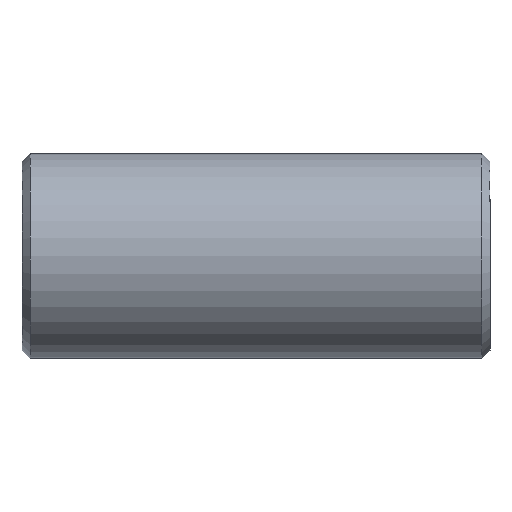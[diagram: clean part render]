
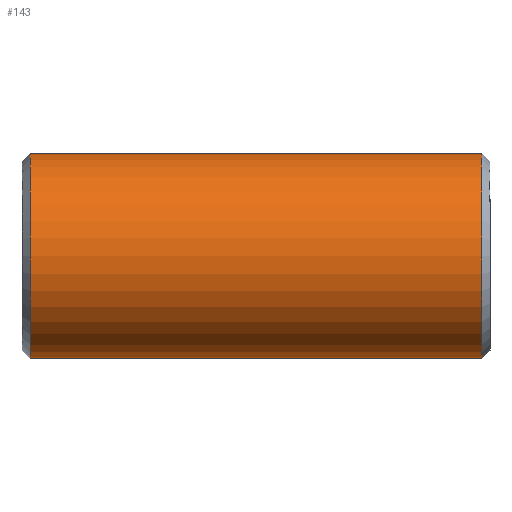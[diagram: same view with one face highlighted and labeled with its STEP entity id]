
A CAD part, top view. The second image highlights one B-rep face of the part: STEP entity #143.
In plain terms, the highlighted cylindrical face has radius 12.49 mm (diameter 24.98 mm), a partial arc.
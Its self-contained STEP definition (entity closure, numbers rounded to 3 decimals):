
#7 = CYLINDRICAL_SURFACE ( 'NONE', #68, 12.49 ) ;
#19 = EDGE_CURVE ( 'NONE', #248, #158, #239, .T. ) ;
#33 = DIRECTION ( 'NONE',  ( 0., -1., 0. ) ) ;
#39 = CARTESIAN_POINT ( 'NONE',  ( 27.5, -12.49, 0. ) ) ;
#42 = EDGE_CURVE ( 'NONE', #134, #140, #86, .T. ) ;
#68 = AXIS2_PLACEMENT_3D ( 'NONE', #147, #279, #141 ) ;
#86 = CIRCLE ( 'NONE', #328, 12.49 ) ;
#115 = DIRECTION ( 'NONE',  ( 1., 0., 0. ) ) ;
#130 = ORIENTED_EDGE ( 'NONE', *, *, #42, .T. ) ;
#134 = VERTEX_POINT ( 'NONE', #308 ) ;
#140 = VERTEX_POINT ( 'NONE', #195 ) ;
#141 = DIRECTION ( 'NONE',  ( 0., 1., 0. ) ) ;
#143 = ADVANCED_FACE ( 'NONE', ( #253 ), #7, .T. ) ;
#147 = CARTESIAN_POINT ( 'NONE',  ( -28.5, 0., 0. ) ) ;
#155 = DIRECTION ( 'NONE',  ( 1., 0., 0. ) ) ;
#158 = VERTEX_POINT ( 'NONE', #255 ) ;
#165 = ORIENTED_EDGE ( 'NONE', *, *, #307, .F. ) ;
#178 = CARTESIAN_POINT ( 'NONE',  ( -28.5, 12.49, 0. ) ) ;
#184 = AXIS2_PLACEMENT_3D ( 'NONE', #222, #278, #33 ) ;
#194 = VECTOR ( 'NONE', #155, 1000. ) ;
#195 = CARTESIAN_POINT ( 'NONE',  ( -27.5, -12.49, 0. ) ) ;
#202 = DIRECTION ( 'NONE',  ( 1., 0., 0. ) ) ;
#222 = CARTESIAN_POINT ( 'NONE',  ( 27.5, 0., 0. ) ) ;
#232 = VECTOR ( 'NONE', #202, 1000. ) ;
#238 = EDGE_LOOP ( 'NONE', ( #130, #345, #272, #165 ) ) ;
#239 = CIRCLE ( 'NONE', #184, 12.49 ) ;
#247 = EDGE_CURVE ( 'NONE', #140, #248, #315, .T. ) ;
#248 = VERTEX_POINT ( 'NONE', #39 ) ;
#253 = FACE_OUTER_BOUND ( 'NONE', #238, .T. ) ;
#255 = CARTESIAN_POINT ( 'NONE',  ( 27.5, 12.49, 0. ) ) ;
#272 = ORIENTED_EDGE ( 'NONE', *, *, #19, .T. ) ;
#278 = DIRECTION ( 'NONE',  ( -1., 0., 0. ) ) ;
#279 = DIRECTION ( 'NONE',  ( 1., 0., 0. ) ) ;
#300 = CARTESIAN_POINT ( 'NONE',  ( -27.5, 0., 0. ) ) ;
#302 = DIRECTION ( 'NONE',  ( 0., -1., 0. ) ) ;
#307 = EDGE_CURVE ( 'NONE', #134, #158, #335, .T. ) ;
#308 = CARTESIAN_POINT ( 'NONE',  ( -27.5, 12.49, 0. ) ) ;
#315 = LINE ( 'NONE', #340, #232 ) ;
#328 = AXIS2_PLACEMENT_3D ( 'NONE', #300, #115, #302 ) ;
#335 = LINE ( 'NONE', #178, #194 ) ;
#340 = CARTESIAN_POINT ( 'NONE',  ( -28.5, -12.49, 0. ) ) ;
#345 = ORIENTED_EDGE ( 'NONE', *, *, #247, .T. ) ;
